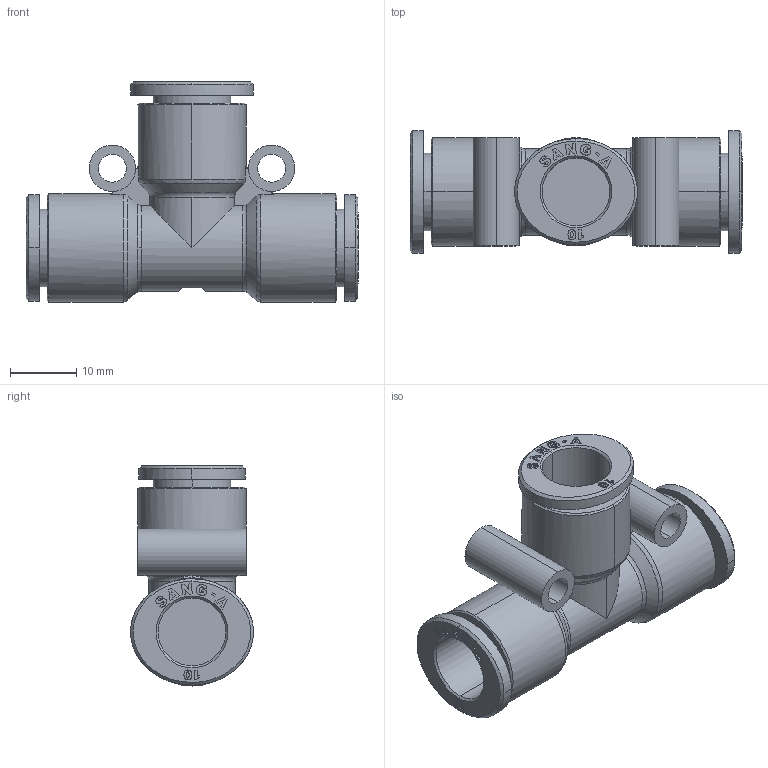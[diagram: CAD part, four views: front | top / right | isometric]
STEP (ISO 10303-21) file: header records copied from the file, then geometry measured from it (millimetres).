
FILE_DESCRIPTION (( 'STEP AP214' ), '1' );
FILE_NAME ('PUT10.stp', '2015-09-04T09:12:33', ( '' ), ( '' ), 'SwSTEP 2.0', 'SolidWorks 2015', '' );
FILE_SCHEMA (( 'AUTOMOTIVE_DESIGN' ));
Length unit declared in the file: millimetre
Products named in the file (2): PUT10; ｦ+ﾃｦ1
Assembly tree (1 placements, depth 2):
  PUT10
    ｦ+ﾃｦ1
Bounding box: 50 x 18.5 x 33.15 mm (x, y, z)
Volume: 8697.1 mm3; surface area: 7660.8 mm2
Topology: 1 solids, 1 shells, 1258 faces, 3620 edges, 2407 vertices
Faces by surface type: plane 1155, cylinder 34, bspline 32, cone 24, torus 13
Entity records: 43346 total; most frequent: CARTESIAN_POINT 9696, ORIENTED_EDGE 7240, DIRECTION 6113, EDGE_CURVE 3620, VECTOR 3391, LINE 3391, VERTEX_POINT 2407, AXIS2_PLACEMENT_3D 1361
